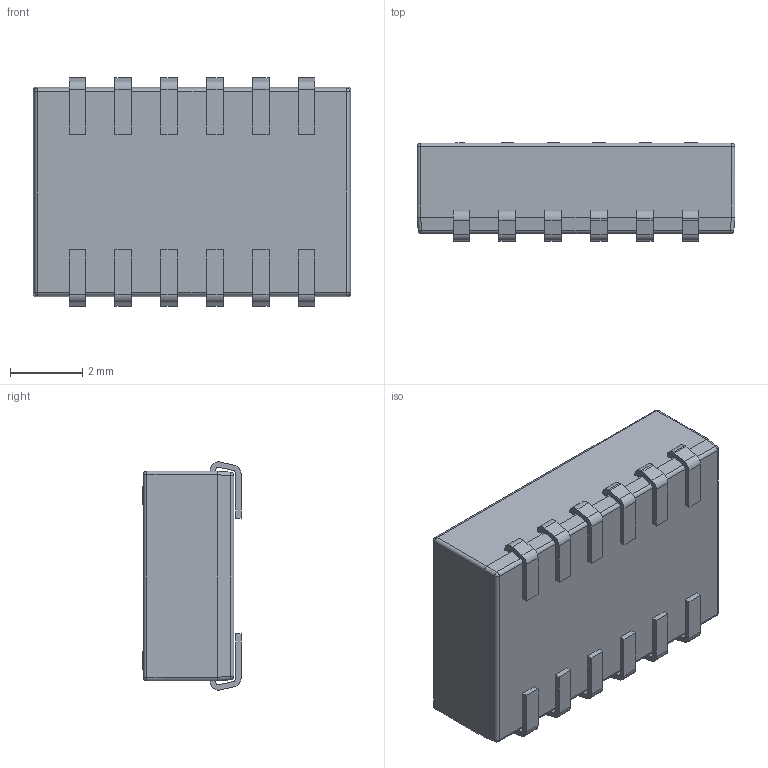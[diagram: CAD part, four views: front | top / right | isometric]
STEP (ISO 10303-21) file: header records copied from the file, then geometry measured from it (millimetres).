
FILE_DESCRIPTION (( 'STEP AP214' ), '1' );
FILE_NAME ('CTS-218-6LPSTJ.STEP', '2016-09-30T01:04:39', ( '' ), ( '' ), 'SwSTEP 2.0', 'SolidWorks 2016', '' );
FILE_SCHEMA (( 'AUTOMOTIVE_DESIGN' ));
Length unit declared in the file: millimetre
Products named in the file (1): CTS-218-6LPSTJ
Bounding box: 8.79 x 2.71 x 6.31 mm (x, y, z)
Volume: 125.5 mm3; surface area: 229.3 mm2
Topology: 1 solids, 1 shells, 442 faces, 1175 edges, 762 vertices
Faces by surface type: plane 238, cylinder 100, bspline 96, sphere 8
Entity records: 21738 total; most frequent: CARTESIAN_POINT 7520, ORIENTED_EDGE 2334, DIRECTION 1785, EDGE_CURVE 1167, LINE 803, VECTOR 803, VERTEX_POINT 762, AXIS2_PLACEMENT_3D 491
